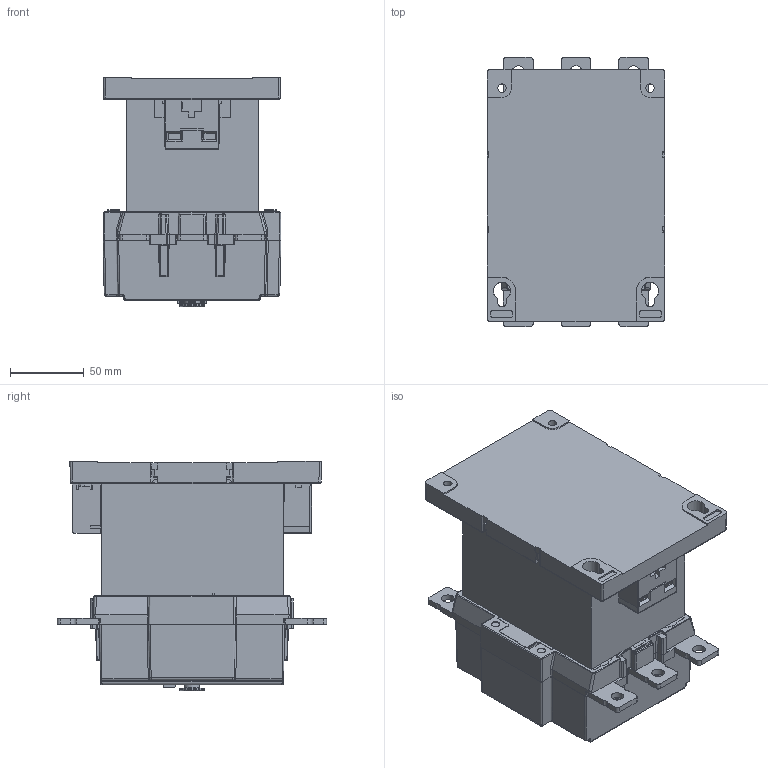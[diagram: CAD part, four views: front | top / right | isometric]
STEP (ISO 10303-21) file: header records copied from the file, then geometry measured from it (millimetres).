
FILE_DESCRIPTION(/* description */ (''),/* implementation_level */ '2;1');
FILE_NAME(/* name */ '100xD_stp.stp',/* time_stamp */ '2014-03-27T12:25:00+01:00',/* author */ (''),/* organization */ (''),/* preprocessor_version */ 'ST-DEVELOPER v15',/* originating_system */ 'SIEMENS PLM Software NX 8.5',/* authorisation */ '');
FILE_SCHEMA (('CONFIG_CONTROL_DESIGN'));
Products named in the file (1): 100D_stp
Bounding box: 120 x 182 x 155 mm (x, y, z)
Volume: 1928978.5 mm3; surface area: 197985.4 mm2
Topology: 1 solids, 84 shells, 3515 faces, 9401 edges, 5905 vertices
Faces by surface type: plane 1782, cylinder 1199, bspline 265, sphere 120, cone 89, torus 34, extrusion 26
Full cylindrical faces by diameter (mm): 2.325 x2, 2.525 x2, 2.72 x2, 4.1 x18, 5.5 x16, 5.696 x2, 8.5 x6, 9 x4, 11 x1, 11.334 x1, 16.5 x1, 18 x1
Entity records: 117865 total; most frequent: CARTESIAN_POINT 32615, ORIENTED_EDGE 18238, DIRECTION 17251, EDGE_CURVE 9119, AXIS2_PLACEMENT_3D 5903, VERTEX_POINT 5849, VECTOR 5445, LINE 5419
